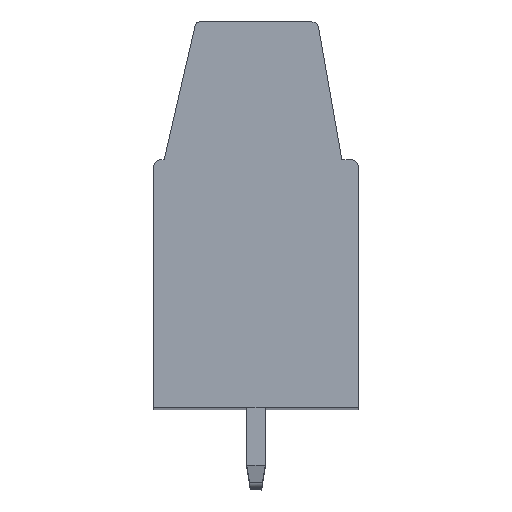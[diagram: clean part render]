
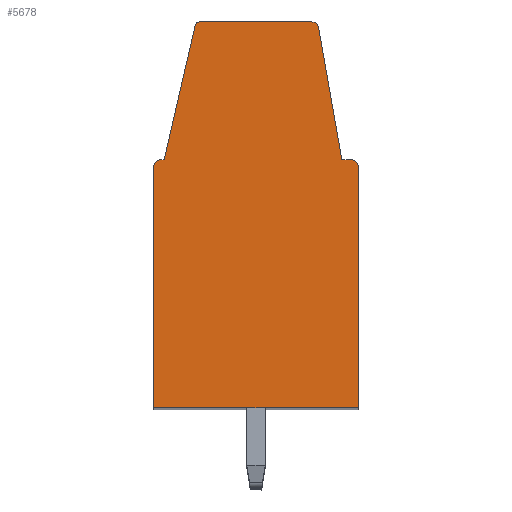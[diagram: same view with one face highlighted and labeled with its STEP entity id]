
A CAD part, top view. The second image highlights one B-rep face of the part: STEP entity #5678.
In plain terms, the highlighted planar face has unit normal (0, 0, 1).
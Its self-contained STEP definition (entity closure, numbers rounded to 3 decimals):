
#24=DIRECTION('',(0.225,0.974,0.));
#25=VECTOR('',#24,5.999);
#26=CARTESIAN_POINT('',(-4.,3.55,52.5));
#27=LINE('',#26,#25);
#28=CARTESIAN_POINT('',(-2.456,9.35,52.5));
#29=DIRECTION('',(0.,0.,-1.));
#30=DIRECTION('',(-0.974,0.225,0.));
#31=AXIS2_PLACEMENT_3D('',#28,#29,#30);
#33=DIRECTION('',(1.,0.,0.));
#34=VECTOR('',#33,4.886);
#35=CARTESIAN_POINT('',(-2.456,9.55,52.5));
#36=LINE('',#35,#34);
#37=CARTESIAN_POINT('',(2.43,9.25,52.5));
#38=DIRECTION('',(0.,0.,-1.));
#39=DIRECTION('',(0.,1.,0.));
#40=AXIS2_PLACEMENT_3D('',#37,#38,#39);
#42=DIRECTION('',(0.174,-0.985,0.));
#43=VECTOR('',#42,5.841);
#44=CARTESIAN_POINT('',(2.726,9.302,52.5));
#45=LINE('',#44,#43);
#46=DIRECTION('',(1.,0.,0.));
#47=VECTOR('',#46,0.41);
#48=CARTESIAN_POINT('',(3.74,3.55,52.5));
#49=LINE('',#48,#47);
#50=CARTESIAN_POINT('',(4.15,3.25,52.5));
#51=DIRECTION('',(0.,0.,-1.));
#52=DIRECTION('',(0.,1.,0.));
#53=AXIS2_PLACEMENT_3D('',#50,#51,#52);
#55=DIRECTION('',(0.,-1.,0.));
#56=VECTOR('',#55,10.5);
#57=CARTESIAN_POINT('',(4.45,3.25,52.5));
#58=LINE('',#57,#56);
#59=DIRECTION('',(-1.,0.,0.));
#60=VECTOR('',#59,8.9);
#61=CARTESIAN_POINT('',(4.45,-7.25,52.5));
#62=LINE('',#61,#60);
#63=DIRECTION('',(0.,1.,0.));
#64=VECTOR('',#63,10.5);
#65=CARTESIAN_POINT('',(-4.45,-7.25,52.5));
#66=LINE('',#65,#64);
#67=CARTESIAN_POINT('',(-4.15,3.25,52.5));
#68=DIRECTION('',(0.,0.,-1.));
#69=DIRECTION('',(-1.,0.,0.));
#70=AXIS2_PLACEMENT_3D('',#67,#68,#69);
#72=DIRECTION('',(1.,0.,0.));
#73=VECTOR('',#72,0.15);
#74=CARTESIAN_POINT('',(-4.15,3.55,52.5));
#75=LINE('',#74,#73);
#4532=CARTESIAN_POINT('',(-4.,3.55,52.5));
#4533=CARTESIAN_POINT('',(-2.651,9.395,52.5));
#4534=VERTEX_POINT('',#4532);
#4535=VERTEX_POINT('',#4533);
#4536=CARTESIAN_POINT('',(-4.15,3.55,52.5));
#4537=VERTEX_POINT('',#4536);
#4538=CARTESIAN_POINT('',(-4.45,3.25,52.5));
#4539=VERTEX_POINT('',#4538);
#4540=CARTESIAN_POINT('',(-4.45,-7.25,52.5));
#4541=VERTEX_POINT('',#4540);
#4542=CARTESIAN_POINT('',(4.45,-7.25,52.5));
#4543=VERTEX_POINT('',#4542);
#4544=CARTESIAN_POINT('',(4.45,3.25,52.5));
#4545=VERTEX_POINT('',#4544);
#4546=CARTESIAN_POINT('',(4.15,3.55,52.5));
#4547=VERTEX_POINT('',#4546);
#4548=CARTESIAN_POINT('',(3.74,3.55,52.5));
#4549=VERTEX_POINT('',#4548);
#4550=CARTESIAN_POINT('',(2.726,9.302,52.5));
#4551=VERTEX_POINT('',#4550);
#4552=CARTESIAN_POINT('',(2.43,9.55,52.5));
#4553=VERTEX_POINT('',#4552);
#4554=CARTESIAN_POINT('',(-2.456,9.55,52.5));
#4555=VERTEX_POINT('',#4554);
#5647=CARTESIAN_POINT('',(0.,0.,52.5));
#5648=DIRECTION('',(0.,0.,1.));
#5649=DIRECTION('',(1.,0.,0.));
#5650=AXIS2_PLACEMENT_3D('',#5647,#5648,#5649);
#5651=PLANE('',#5650);
#5653=ORIENTED_EDGE('',*,*,#5652,.T.);
#5655=ORIENTED_EDGE('',*,*,#5654,.T.);
#5657=ORIENTED_EDGE('',*,*,#5656,.T.);
#5659=ORIENTED_EDGE('',*,*,#5658,.T.);
#5661=ORIENTED_EDGE('',*,*,#5660,.T.);
#5663=ORIENTED_EDGE('',*,*,#5662,.T.);
#5665=ORIENTED_EDGE('',*,*,#5664,.T.);
#5667=ORIENTED_EDGE('',*,*,#5666,.T.);
#5669=ORIENTED_EDGE('',*,*,#5668,.T.);
#5671=ORIENTED_EDGE('',*,*,#5670,.T.);
#5673=ORIENTED_EDGE('',*,*,#5672,.T.);
#5675=ORIENTED_EDGE('',*,*,#5674,.T.);
#5676=EDGE_LOOP('',(#5653,#5655,#5657,#5659,#5661,#5663,#5665,#5667,#5669,#5671,
#5673,#5675));
#5677=FACE_OUTER_BOUND('',#5676,.F.);
#32=CIRCLE('',#31,0.2);
#41=CIRCLE('',#40,0.3);
#54=CIRCLE('',#53,0.3);
#71=CIRCLE('',#70,0.3);
#5652=EDGE_CURVE('',#4534,#4535,#27,.T.);
#5654=EDGE_CURVE('',#4535,#4555,#32,.T.);
#5656=EDGE_CURVE('',#4555,#4553,#36,.T.);
#5658=EDGE_CURVE('',#4553,#4551,#41,.T.);
#5660=EDGE_CURVE('',#4551,#4549,#45,.T.);
#5662=EDGE_CURVE('',#4549,#4547,#49,.T.);
#5664=EDGE_CURVE('',#4547,#4545,#54,.T.);
#5666=EDGE_CURVE('',#4545,#4543,#58,.T.);
#5668=EDGE_CURVE('',#4543,#4541,#62,.T.);
#5670=EDGE_CURVE('',#4541,#4539,#66,.T.);
#5672=EDGE_CURVE('',#4539,#4537,#71,.T.);
#5674=EDGE_CURVE('',#4537,#4534,#75,.T.);
#5678=ADVANCED_FACE('',(#5677),#5651,.T.);
